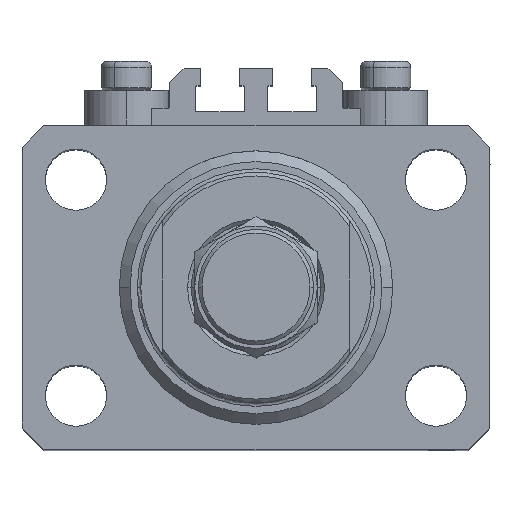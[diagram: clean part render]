
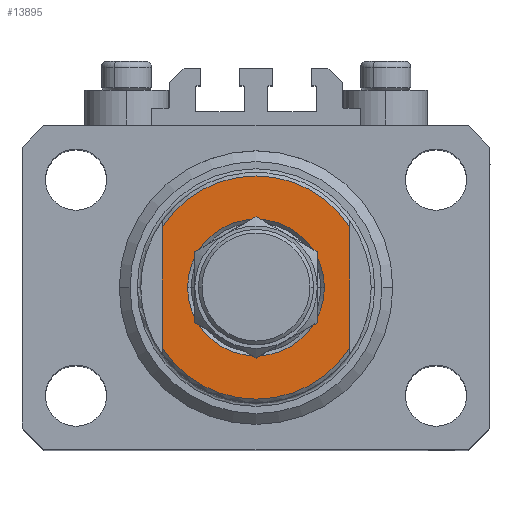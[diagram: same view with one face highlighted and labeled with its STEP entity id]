
A CAD part, top view. The second image highlights one B-rep face of the part: STEP entity #13895.
In plain terms, the highlighted face is planar.
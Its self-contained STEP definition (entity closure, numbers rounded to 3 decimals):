
#934 = VERTEX_POINT ( 'NONE', #5820 ) ;
#3440 = EDGE_CURVE ( 'NONE', #18364, #934, #41668, .T. ) ;
#3840 = EDGE_CURVE ( 'NONE', #48812, #20149, #31716, .T. ) ;
#5820 = CARTESIAN_POINT ( 'NONE',  ( 9.5, 0., -6.5 ) ) ;
#6094 = VERTEX_POINT ( 'NONE', #40401 ) ;
#8448 = CARTESIAN_POINT ( 'NONE',  ( 13., 8.441, -6.5 ) ) ;
#8761 = CIRCLE ( 'NONE', #38125, 15.5 ) ;
#9293 = CARTESIAN_POINT ( 'NONE',  ( -13., -8.441, -6.5 ) ) ;
#11761 = AXIS2_PLACEMENT_3D ( 'NONE', #35608, #43056, #16229 ) ;
#11792 = CIRCLE ( 'NONE', #26066, 15.5 ) ;
#12315 = AXIS2_PLACEMENT_3D ( 'NONE', #47306, #27942, #39377 ) ;
#12476 = DIRECTION ( 'NONE',  ( -1., 0., 0. ) ) ;
#12638 = EDGE_CURVE ( 'NONE', #934, #18364, #42674, .T. ) ;
#13301 = AXIS2_PLACEMENT_3D ( 'NONE', #28437, #32401, #47554 ) ;
#13501 = ORIENTED_EDGE ( 'NONE', *, *, #22834, .T. ) ;
#13553 = CARTESIAN_POINT ( 'NONE',  ( 13., -43.081, -6.5 ) ) ;
#13895 = ADVANCED_FACE ( 'NONE', ( #38851, #20193 ), #47020, .T. ) ;
#14794 = EDGE_CURVE ( 'NONE', #48812, #29426, #11792, .T. ) ;
#16229 = DIRECTION ( 'NONE',  ( -1., 0., 0. ) ) ;
#17975 = CARTESIAN_POINT ( 'NONE',  ( -9.5, 0., -6.5 ) ) ;
#18364 = VERTEX_POINT ( 'NONE', #17975 ) ;
#18636 = VECTOR ( 'NONE', #19382, 1000. ) ;
#19136 = CARTESIAN_POINT ( 'NONE',  ( -13., -43.081, -6.5 ) ) ;
#19382 = DIRECTION ( 'NONE',  ( 0., -1., 0. ) ) ;
#19753 = EDGE_CURVE ( 'NONE', #6094, #20149, #8761, .T. ) ;
#20149 = VERTEX_POINT ( 'NONE', #9293 ) ;
#20193 = FACE_OUTER_BOUND ( 'NONE', #27558, .T. ) ;
#22281 = EDGE_LOOP ( 'NONE', ( #26152, #37448 ) ) ;
#22834 = EDGE_CURVE ( 'NONE', #29426, #6094, #47580, .T. ) ;
#24913 = DIRECTION ( 'NONE',  ( 0., 0., -1. ) ) ;
#26066 = AXIS2_PLACEMENT_3D ( 'NONE', #28635, #24913, #35618 ) ;
#26152 = ORIENTED_EDGE ( 'NONE', *, *, #3440, .T. ) ;
#27558 = EDGE_LOOP ( 'NONE', ( #45021, #13501, #40575, #42777 ) ) ;
#27942 = DIRECTION ( 'NONE',  ( 0., 0., 1. ) ) ;
#28437 = CARTESIAN_POINT ( 'NONE',  ( 0., 0., -6.5 ) ) ;
#28635 = CARTESIAN_POINT ( 'NONE',  ( 0., 0., -6.5 ) ) ;
#29426 = VERTEX_POINT ( 'NONE', #8448 ) ;
#31349 = CARTESIAN_POINT ( 'NONE',  ( 0., 0., -6.5 ) ) ;
#31716 = LINE ( 'NONE', #19136, #18636 ) ;
#32401 = DIRECTION ( 'NONE',  ( 0., 0., 1. ) ) ;
#35608 = CARTESIAN_POINT ( 'NONE',  ( 0., 0., -6.5 ) ) ;
#35618 = DIRECTION ( 'NONE',  ( -1., 0., 0. ) ) ;
#37448 = ORIENTED_EDGE ( 'NONE', *, *, #12638, .T. ) ;
#38125 = AXIS2_PLACEMENT_3D ( 'NONE', #31349, #46496, #12476 ) ;
#38851 = FACE_BOUND ( 'NONE', #22281, .T. ) ;
#39377 = DIRECTION ( 'NONE',  ( -1., 0., 0. ) ) ;
#39652 = DIRECTION ( 'NONE',  ( 0., -1., 0. ) ) ;
#40401 = CARTESIAN_POINT ( 'NONE',  ( 13., -8.441, -6.5 ) ) ;
#40575 = ORIENTED_EDGE ( 'NONE', *, *, #19753, .T. ) ;
#41668 = CIRCLE ( 'NONE', #12315, 9.5 ) ;
#42674 = CIRCLE ( 'NONE', #13301, 9.5 ) ;
#42777 = ORIENTED_EDGE ( 'NONE', *, *, #3840, .F. ) ;
#43056 = DIRECTION ( 'NONE',  ( 0., 0., -1. ) ) ;
#45021 = ORIENTED_EDGE ( 'NONE', *, *, #14794, .T. ) ;
#46496 = DIRECTION ( 'NONE',  ( 0., 0., -1. ) ) ;
#47020 = PLANE ( 'NONE',  #11761 ) ;
#47154 = CARTESIAN_POINT ( 'NONE',  ( -13., 8.441, -6.5 ) ) ;
#47306 = CARTESIAN_POINT ( 'NONE',  ( 0., 0., -6.5 ) ) ;
#47554 = DIRECTION ( 'NONE',  ( -1., 0., 0. ) ) ;
#47580 = LINE ( 'NONE', #13553, #47712 ) ;
#47712 = VECTOR ( 'NONE', #39652, 1000. ) ;
#48812 = VERTEX_POINT ( 'NONE', #47154 ) ;
